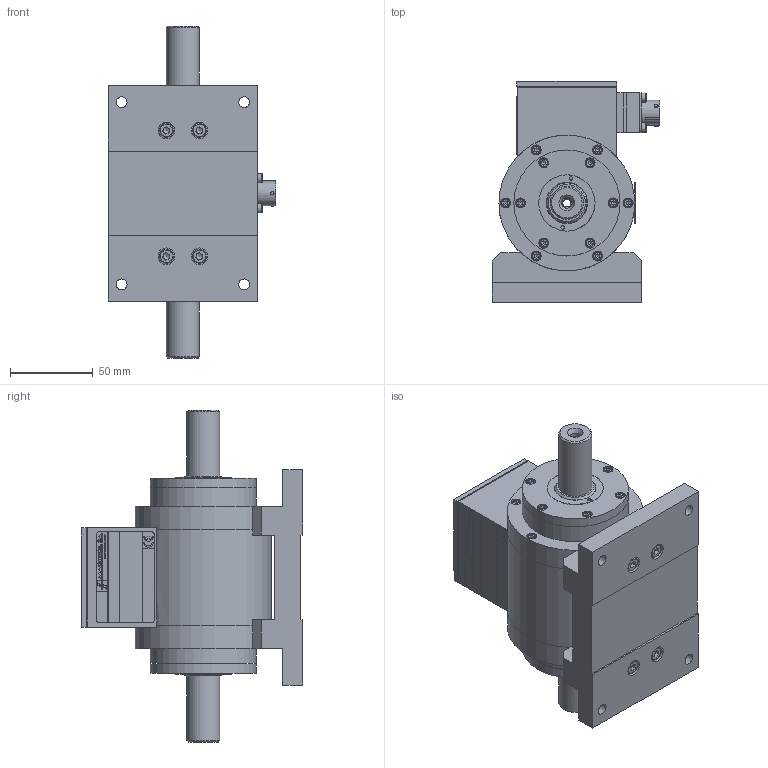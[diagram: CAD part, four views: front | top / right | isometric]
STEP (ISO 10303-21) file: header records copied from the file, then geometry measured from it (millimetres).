
FILE_DESCRIPTION (( 'STEP AP203' ), '1' );
FILE_NAME ('415-311-000-011_EF.STEP', '2012-09-11T13:45:09', ( 'admin' ), ( 'Hewlett-Packard Company' ), 'SwSTEP 2.0', 'SolidWorks 2012', '' );
FILE_SCHEMA (( 'CONFIG_CONTROL_DESIGN' ));
Length unit declared in the file: millimetre
Products named in the file (1): 415-311-000-011_EF
Bounding box: 101 x 133.5 x 200.4 mm (x, y, z)
Surface area: 113061.1 mm2 (no closed solid volume)
Topology: 0 solids, 177 shells, 693 faces, 5046 edges, 4446 vertices
Faces by surface type: plane 504, cylinder 93, cone 50, torus 32, bspline 8, sphere 6
Full cylindrical faces by diameter (mm): 1 x7, 2 x3, 2.1 x4, 5.5 x4, 6 x28, 6.4 x2, 6.6 x4, 8.5 x1, 10 x4, 15 x1, 20 x2, 34 x2, 64 x4, 82 x3
Entity records: 56519 total; most frequent: CARTESIAN_POINT 24010, ORIENTED_EDGE 5682, DIRECTION 5044, EDGE_CURVE 4817, VERTEX_POINT 4382, VECTOR 2728, LINE 2728, B_SPLINE_CURVE_WITH_KNOTS 1617
